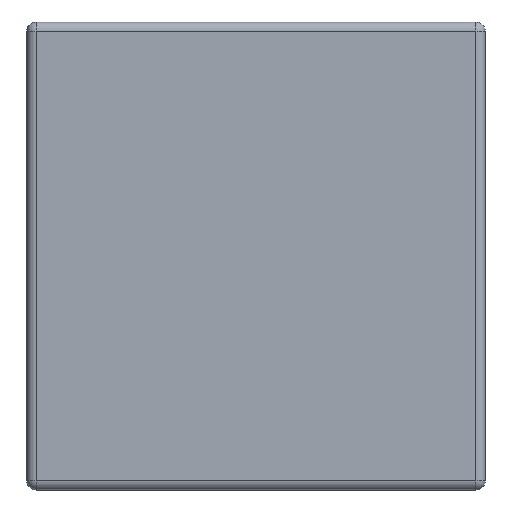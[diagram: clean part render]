
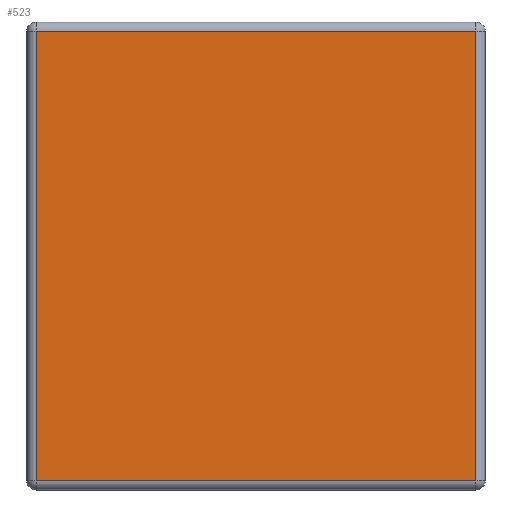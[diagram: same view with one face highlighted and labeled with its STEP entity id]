
A CAD part, left-side view. The second image highlights one B-rep face of the part: STEP entity #523.
In plain terms, the highlighted planar face has unit normal (-1, 0, 0).
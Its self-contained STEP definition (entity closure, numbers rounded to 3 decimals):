
#514 = ORIENTED_EDGE ( 'NONE', *, *, #527, .T. ) ;
#515 = VERTEX_POINT ( 'NONE', #917 ) ;
#518 = VERTEX_POINT ( 'NONE', #912 ) ;
#519 = VERTEX_POINT ( 'NONE', #965 ) ;
#523 = ADVANCED_FACE ( 'NONE', ( #959 ), #944, .F. ) ;
#525 = ORIENTED_EDGE ( 'NONE', *, *, #549, .T. ) ;
#527 = EDGE_CURVE ( 'NONE', #518, #519, #938, .T. ) ;
#529 = EDGE_LOOP ( 'NONE', ( #514, #525, #550, #548 ) ) ;
#544 = EDGE_CURVE ( 'NONE', #515, #547, #1025, .T. ) ;
#547 = VERTEX_POINT ( 'NONE', #1054 ) ;
#548 = ORIENTED_EDGE ( 'NONE', *, *, #557, .T. ) ;
#549 = EDGE_CURVE ( 'NONE', #519, #515, #1052, .T. ) ;
#550 = ORIENTED_EDGE ( 'NONE', *, *, #544, .T. ) ;
#557 = EDGE_CURVE ( 'NONE', #547, #518, #1130, .T. ) ;
#912 = CARTESIAN_POINT ( 'NONE',  ( -1.6, 0.05, 1.2 ) ) ;
#917 = CARTESIAN_POINT ( 'NONE',  ( -1.6, 2.4, -1.2 ) ) ;
#937 = CARTESIAN_POINT ( 'NONE',  ( -1.6, 2.45, 1.2 ) ) ;
#938 = LINE ( 'NONE', #937, #996 ) ;
#940 = DIRECTION ( 'NONE',  ( 0., 0., -1. ) ) ;
#941 = DIRECTION ( 'NONE',  ( 1., 0., 0. ) ) ;
#942 = CARTESIAN_POINT ( 'NONE',  ( -1.6, 2.45, 1.25 ) ) ;
#943 = AXIS2_PLACEMENT_3D ( 'NONE', #942, #941, #940 ) ;
#944 = PLANE ( 'NONE',  #943 ) ;
#959 = FACE_OUTER_BOUND ( 'NONE', #529, .T. ) ;
#965 = CARTESIAN_POINT ( 'NONE',  ( -1.6, 2.4, 1.2 ) ) ;
#995 = DIRECTION ( 'NONE',  ( 0., 1., 0. ) ) ;
#996 = VECTOR ( 'NONE', #995, 1000. ) ;
#1019 = CARTESIAN_POINT ( 'NONE',  ( -1.6, 2.45, -1.2 ) ) ;
#1025 = LINE ( 'NONE', #1019, #1076 ) ;
#1049 = DIRECTION ( 'NONE',  ( 0., 0., -1. ) ) ;
#1050 = VECTOR ( 'NONE', #1049, 1000. ) ;
#1051 = CARTESIAN_POINT ( 'NONE',  ( -1.6, 2.4, 1.25 ) ) ;
#1052 = LINE ( 'NONE', #1051, #1050 ) ;
#1054 = CARTESIAN_POINT ( 'NONE',  ( -1.6, 0.05, -1.2 ) ) ;
#1075 = DIRECTION ( 'NONE',  ( 0., -1., 0. ) ) ;
#1076 = VECTOR ( 'NONE', #1075, 1000. ) ;
#1127 = DIRECTION ( 'NONE',  ( 0., 0., 1. ) ) ;
#1128 = VECTOR ( 'NONE', #1127, 1000. ) ;
#1129 = CARTESIAN_POINT ( 'NONE',  ( -1.6, 0.05, 1.25 ) ) ;
#1130 = LINE ( 'NONE', #1129, #1128 ) ;
